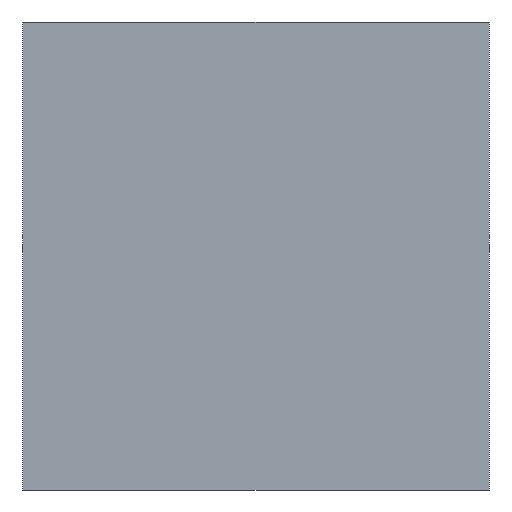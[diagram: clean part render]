
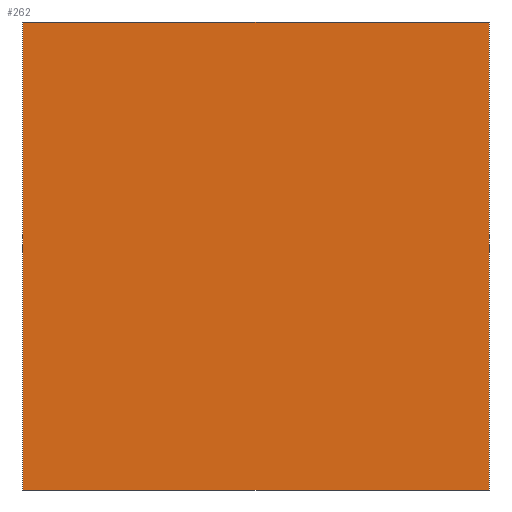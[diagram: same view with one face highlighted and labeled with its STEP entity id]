
A CAD part, front view. The second image highlights one B-rep face of the part: STEP entity #262.
In plain terms, the highlighted planar face has unit normal (0, -1, 0).
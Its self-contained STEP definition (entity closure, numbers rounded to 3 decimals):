
#28=PLANE('',#306);
#44=FACE_OUTER_BOUND('',#61,.T.);
#61=EDGE_LOOP('',(#232,#233,#234,#235));
#84=LINE('',#428,#112);
#88=LINE('',#436,#116);
#91=LINE('',#442,#119);
#94=LINE('',#447,#122);
#112=VECTOR('',#358,10.);
#116=VECTOR('',#364,10.);
#119=VECTOR('',#369,10.);
#122=VECTOR('',#374,10.);
#137=VERTEX_POINT('',#426);
#138=VERTEX_POINT('',#427);
#141=VERTEX_POINT('',#435);
#143=VERTEX_POINT('',#441);
#166=EDGE_CURVE('',#137,#138,#84,.T.);
#170=EDGE_CURVE('',#138,#141,#88,.T.);
#173=EDGE_CURVE('',#141,#143,#91,.T.);
#176=EDGE_CURVE('',#143,#137,#94,.T.);
#232=ORIENTED_EDGE('',*,*,#176,.T.);
#233=ORIENTED_EDGE('',*,*,#166,.T.);
#234=ORIENTED_EDGE('',*,*,#170,.T.);
#235=ORIENTED_EDGE('',*,*,#173,.T.);
#262=ADVANCED_FACE('',(#44),#28,.F.);
#306=AXIS2_PLACEMENT_3D('',#449,#376,#377);
#358=DIRECTION('',(0.,0.,-1.));
#364=DIRECTION('',(1.,0.,0.));
#369=DIRECTION('',(0.,0.,1.));
#374=DIRECTION('',(-1.,0.,0.));
#376=DIRECTION('center_axis',(0.,1.,0.));
#377=DIRECTION('ref_axis',(0.,0.,1.));
#426=CARTESIAN_POINT('',(-12.5,0.,0.));
#427=CARTESIAN_POINT('',(-12.5,0.,-12.55));
#428=CARTESIAN_POINT('',(-12.5,0.,0.));
#435=CARTESIAN_POINT('',(0.,0.,-12.55));
#436=CARTESIAN_POINT('',(-12.5,0.,-12.55));
#441=CARTESIAN_POINT('',(0.,0.,0.));
#442=CARTESIAN_POINT('',(0.,0.,-12.55));
#447=CARTESIAN_POINT('',(0.,0.,0.));
#449=CARTESIAN_POINT('Origin',(-6.25,0.,-6.275));
